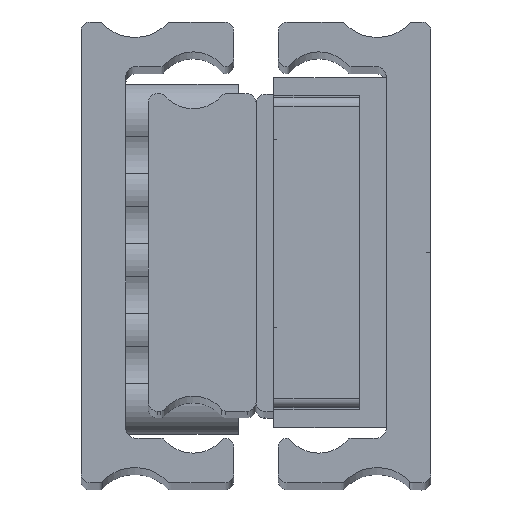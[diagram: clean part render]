
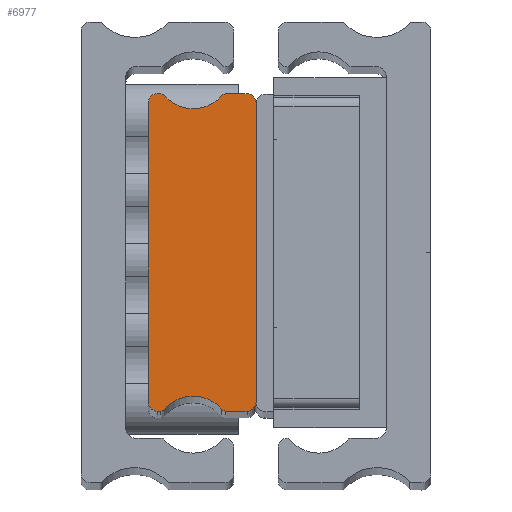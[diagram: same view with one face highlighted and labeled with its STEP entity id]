
A CAD part, top view. The second image highlights one B-rep face of the part: STEP entity #6977.
In plain terms, the highlighted planar face has unit normal (0, 0, 1).
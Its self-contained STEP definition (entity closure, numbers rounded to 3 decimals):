
#86 = CIRCLE ( 'NONE', #199, 0.5 ) ;
#174 = DIRECTION ( 'NONE',  ( 0., 0., 1. ) ) ;
#197 = VECTOR ( 'NONE', #7057, 1000. ) ;
#199 = AXIS2_PLACEMENT_3D ( 'NONE', #1153, #2867, #2933 ) ;
#264 = EDGE_LOOP ( 'NONE', ( #517, #7015, #2381, #5107, #4505, #720, #7238, #4027, #5803, #3954, #5167, #5730, #5379, #1256, #5080, #1522 ) ) ;
#319 = VERTEX_POINT ( 'NONE', #6529 ) ;
#511 = CARTESIAN_POINT ( 'NONE',  ( -1., 17.687, 0. ) ) ;
#517 = ORIENTED_EDGE ( 'NONE', *, *, #1708, .T. ) ;
#530 = CARTESIAN_POINT ( 'NONE',  ( -10.603, 17.688, 0. ) ) ;
#533 = DIRECTION ( 'NONE',  ( 1., 0., 0. ) ) ;
#654 = CARTESIAN_POINT ( 'NONE',  ( -3.397, 17.187, 0. ) ) ;
#720 = ORIENTED_EDGE ( 'NONE', *, *, #3143, .T. ) ;
#765 = CARTESIAN_POINT ( 'NONE',  ( 0., -16.687, 0. ) ) ;
#777 = CIRCLE ( 'NONE', #1504, 0.5 ) ;
#846 = EDGE_CURVE ( 'NONE', #2276, #3024, #2162, .T. ) ;
#858 = LINE ( 'NONE', #7074, #4610 ) ;
#1007 = DIRECTION ( 'NONE',  ( 1., 0., 0. ) ) ;
#1136 = CARTESIAN_POINT ( 'NONE',  ( -7., 20.232, 0. ) ) ;
#1153 = CARTESIAN_POINT ( 'NONE',  ( -10.603, 17.187, 0. ) ) ;
#1157 = AXIS2_PLACEMENT_3D ( 'NONE', #3626, #4652, #6910 ) ;
#1236 = CARTESIAN_POINT ( 'NONE',  ( -1., -16.687, 0. ) ) ;
#1252 = DIRECTION ( 'NONE',  ( 1., 0., 0. ) ) ;
#1256 = ORIENTED_EDGE ( 'NONE', *, *, #1966, .T. ) ;
#1260 = EDGE_CURVE ( 'NONE', #4008, #5743, #3307, .T. ) ;
#1262 = DIRECTION ( 'NONE',  ( 0., 0., 1. ) ) ;
#1310 = CIRCLE ( 'NONE', #5302, 4.22 ) ;
#1504 = AXIS2_PLACEMENT_3D ( 'NONE', #6320, #1262, #3082 ) ;
#1510 = DIRECTION ( 'NONE',  ( 0., -1., 0. ) ) ;
#1522 = ORIENTED_EDGE ( 'NONE', *, *, #4265, .T. ) ;
#1708 = EDGE_CURVE ( 'NONE', #5681, #319, #1310, .T. ) ;
#1717 = CARTESIAN_POINT ( 'NONE',  ( -7., 20.232, 0. ) ) ;
#1736 = VERTEX_POINT ( 'NONE', #1748 ) ;
#1748 = CARTESIAN_POINT ( 'NONE',  ( -10.603, -17.687, 0. ) ) ;
#1755 = CIRCLE ( 'NONE', #5515, 0.5 ) ;
#1758 = DIRECTION ( 'NONE',  ( 1., 0., 0. ) ) ;
#1822 = DIRECTION ( 'NONE',  ( 0., 0., 1. ) ) ;
#1966 = EDGE_CURVE ( 'NONE', #2443, #2871, #5309, .T. ) ;
#1974 = AXIS2_PLACEMENT_3D ( 'NONE', #654, #1822, #4071 ) ;
#2121 = AXIS2_PLACEMENT_3D ( 'NONE', #3742, #6033, #6141 ) ;
#2127 = DIRECTION ( 'NONE',  ( -1., 0., 0. ) ) ;
#2131 = CARTESIAN_POINT ( 'NONE',  ( -1., 16.687, 0. ) ) ;
#2162 = LINE ( 'NONE', #530, #7310 ) ;
#2226 = VECTOR ( 'NONE', #533, 1000. ) ;
#2276 = VERTEX_POINT ( 'NONE', #5847 ) ;
#2279 = CARTESIAN_POINT ( 'NONE',  ( 0., -16.687, 0. ) ) ;
#2381 = ORIENTED_EDGE ( 'NONE', *, *, #846, .T. ) ;
#2399 = DIRECTION ( 'NONE',  ( 1., 0., 0. ) ) ;
#2443 = VERTEX_POINT ( 'NONE', #3860 ) ;
#2507 = CARTESIAN_POINT ( 'NONE',  ( -3.808, 17.473, 0. ) ) ;
#2716 = AXIS2_PLACEMENT_3D ( 'NONE', #1236, #6812, #1758 ) ;
#2811 = CIRCLE ( 'NONE', #1157, 1. ) ;
#2812 = CARTESIAN_POINT ( 'NONE',  ( -11., 16.687, 0. ) ) ;
#2867 = DIRECTION ( 'NONE',  ( 0., 0., 1. ) ) ;
#2871 = VERTEX_POINT ( 'NONE', #6029 ) ;
#2933 = DIRECTION ( 'NONE',  ( 1., 0., 0. ) ) ;
#3024 = VERTEX_POINT ( 'NONE', #3036 ) ;
#3036 = CARTESIAN_POINT ( 'NONE',  ( -11., 17.687, 0. ) ) ;
#3082 = DIRECTION ( 'NONE',  ( 1., 0., 0. ) ) ;
#3143 = EDGE_CURVE ( 'NONE', #5463, #5209, #2811, .T. ) ;
#3158 = CARTESIAN_POINT ( 'NONE',  ( -3.397, 17.687, 0. ) ) ;
#3274 = LINE ( 'NONE', #3915, #2226 ) ;
#3307 = CIRCLE ( 'NONE', #2121, 4.22 ) ;
#3353 = VERTEX_POINT ( 'NONE', #3956 ) ;
#3419 = EDGE_CURVE ( 'NONE', #2871, #3853, #4459, .T. ) ;
#3594 = EDGE_CURVE ( 'NONE', #5743, #5820, #1755, .T. ) ;
#3626 = CARTESIAN_POINT ( 'NONE',  ( -11., -16.688, 0. ) ) ;
#3742 = CARTESIAN_POINT ( 'NONE',  ( -7., -20.232, 0. ) ) ;
#3853 = VERTEX_POINT ( 'NONE', #3158 ) ;
#3860 = CARTESIAN_POINT ( 'NONE',  ( 0., 16.687, 0. ) ) ;
#3915 = CARTESIAN_POINT ( 'NONE',  ( -11., -17.687, 0. ) ) ;
#3954 = ORIENTED_EDGE ( 'NONE', *, *, #3594, .T. ) ;
#3956 = CARTESIAN_POINT ( 'NONE',  ( -1., -17.688, 0. ) ) ;
#3965 = DIRECTION ( 'NONE',  ( 1., 0., 0. ) ) ;
#4008 = VERTEX_POINT ( 'NONE', #4470 ) ;
#4027 = ORIENTED_EDGE ( 'NONE', *, *, #4268, .T. ) ;
#4071 = DIRECTION ( 'NONE',  ( 1., 0., 0. ) ) ;
#4088 = DIRECTION ( 'NONE',  ( 1., 0., 0. ) ) ;
#4091 = DIRECTION ( 'NONE',  ( 1., 0., 0. ) ) ;
#4127 = CIRCLE ( 'NONE', #2716, 1. ) ;
#4135 = CARTESIAN_POINT ( 'NONE',  ( -12., 16.687, 0. ) ) ;
#4143 = AXIS2_PLACEMENT_3D ( 'NONE', #2131, #4446, #1007 ) ;
#4249 = EDGE_CURVE ( 'NONE', #319, #2276, #86, .T. ) ;
#4265 = EDGE_CURVE ( 'NONE', #3853, #5681, #6222, .T. ) ;
#4268 = EDGE_CURVE ( 'NONE', #1736, #4008, #777, .T. ) ;
#4331 = EDGE_CURVE ( 'NONE', #5838, #2443, #4793, .T. ) ;
#4446 = DIRECTION ( 'NONE',  ( 0., 0., 1. ) ) ;
#4459 = LINE ( 'NONE', #511, #6459 ) ;
#4470 = CARTESIAN_POINT ( 'NONE',  ( -10.192, -17.473, 0. ) ) ;
#4505 = ORIENTED_EDGE ( 'NONE', *, *, #4839, .T. ) ;
#4566 = DIRECTION ( 'NONE',  ( -1., 0., 0. ) ) ;
#4610 = VECTOR ( 'NONE', #4088, 1000. ) ;
#4644 = CARTESIAN_POINT ( 'NONE',  ( -3.397, -17.187, 0. ) ) ;
#4652 = DIRECTION ( 'NONE',  ( 0., 0., 1. ) ) ;
#4677 = EDGE_CURVE ( 'NONE', #3024, #4708, #5394, .T. ) ;
#4708 = VERTEX_POINT ( 'NONE', #4135 ) ;
#4793 = LINE ( 'NONE', #765, #197 ) ;
#4839 = EDGE_CURVE ( 'NONE', #4708, #5463, #5859, .T. ) ;
#5022 = DIRECTION ( 'NONE',  ( 0., 0., -1. ) ) ;
#5080 = ORIENTED_EDGE ( 'NONE', *, *, #3419, .T. ) ;
#5107 = ORIENTED_EDGE ( 'NONE', *, *, #4677, .T. ) ;
#5159 = PLANE ( 'NONE',  #6378 ) ;
#5167 = ORIENTED_EDGE ( 'NONE', *, *, #7085, .T. ) ;
#5199 = FACE_OUTER_BOUND ( 'NONE', #264, .T. ) ;
#5209 = VERTEX_POINT ( 'NONE', #6413 ) ;
#5302 = AXIS2_PLACEMENT_3D ( 'NONE', #1717, #5022, #3965 ) ;
#5309 = CIRCLE ( 'NONE', #4143, 1. ) ;
#5379 = ORIENTED_EDGE ( 'NONE', *, *, #4331, .T. ) ;
#5394 = CIRCLE ( 'NONE', #5985, 1. ) ;
#5452 = CARTESIAN_POINT ( 'NONE',  ( -12., 16.687, 0. ) ) ;
#5463 = VERTEX_POINT ( 'NONE', #6435 ) ;
#5515 = AXIS2_PLACEMENT_3D ( 'NONE', #4644, #6981, #1252 ) ;
#5523 = CARTESIAN_POINT ( 'NONE',  ( -3.808, -17.473, 0. ) ) ;
#5681 = VERTEX_POINT ( 'NONE', #2507 ) ;
#5720 = EDGE_CURVE ( 'NONE', #5209, #1736, #3274, .T. ) ;
#5730 = ORIENTED_EDGE ( 'NONE', *, *, #6212, .T. ) ;
#5743 = VERTEX_POINT ( 'NONE', #5523 ) ;
#5803 = ORIENTED_EDGE ( 'NONE', *, *, #1260, .T. ) ;
#5820 = VERTEX_POINT ( 'NONE', #6114 ) ;
#5838 = VERTEX_POINT ( 'NONE', #2279 ) ;
#5847 = CARTESIAN_POINT ( 'NONE',  ( -10.603, 17.687, 0. ) ) ;
#5859 = LINE ( 'NONE', #5452, #7174 ) ;
#5985 = AXIS2_PLACEMENT_3D ( 'NONE', #2812, #174, #4091 ) ;
#6029 = CARTESIAN_POINT ( 'NONE',  ( -1., 17.688, 0. ) ) ;
#6033 = DIRECTION ( 'NONE',  ( 0., 0., -1. ) ) ;
#6114 = CARTESIAN_POINT ( 'NONE',  ( -3.397, -17.688, 0. ) ) ;
#6141 = DIRECTION ( 'NONE',  ( 1., 0., 0. ) ) ;
#6212 = EDGE_CURVE ( 'NONE', #3353, #5838, #4127, .T. ) ;
#6222 = CIRCLE ( 'NONE', #1974, 0.5 ) ;
#6320 = CARTESIAN_POINT ( 'NONE',  ( -10.603, -17.187, 0. ) ) ;
#6378 = AXIS2_PLACEMENT_3D ( 'NONE', #1136, #6765, #2399 ) ;
#6413 = CARTESIAN_POINT ( 'NONE',  ( -11., -17.687, 0. ) ) ;
#6435 = CARTESIAN_POINT ( 'NONE',  ( -12., -16.688, 0. ) ) ;
#6459 = VECTOR ( 'NONE', #4566, 1000. ) ;
#6529 = CARTESIAN_POINT ( 'NONE',  ( -10.192, 17.473, 0. ) ) ;
#6765 = DIRECTION ( 'NONE',  ( 0., 0., 1. ) ) ;
#6812 = DIRECTION ( 'NONE',  ( 0., 0., 1. ) ) ;
#6910 = DIRECTION ( 'NONE',  ( 1., 0., 0. ) ) ;
#6977 = ADVANCED_FACE ( 'NONE', ( #5199 ), #5159, .T. ) ;
#6981 = DIRECTION ( 'NONE',  ( 0., 0., 1. ) ) ;
#7015 = ORIENTED_EDGE ( 'NONE', *, *, #4249, .T. ) ;
#7057 = DIRECTION ( 'NONE',  ( 0., 1., 0. ) ) ;
#7074 = CARTESIAN_POINT ( 'NONE',  ( -3.397, -17.688, 0. ) ) ;
#7085 = EDGE_CURVE ( 'NONE', #5820, #3353, #858, .T. ) ;
#7174 = VECTOR ( 'NONE', #1510, 1000. ) ;
#7238 = ORIENTED_EDGE ( 'NONE', *, *, #5720, .T. ) ;
#7310 = VECTOR ( 'NONE', #2127, 1000. ) ;
